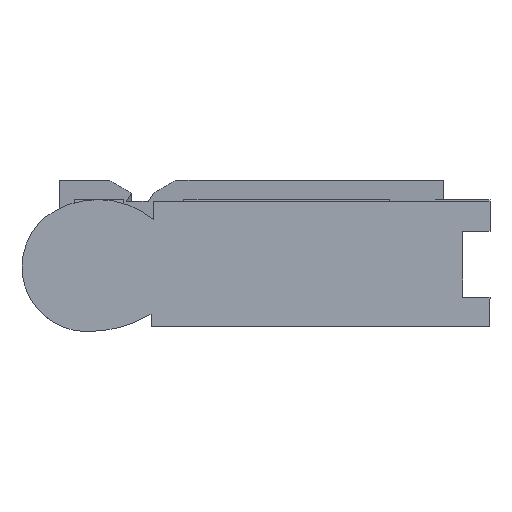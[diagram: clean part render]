
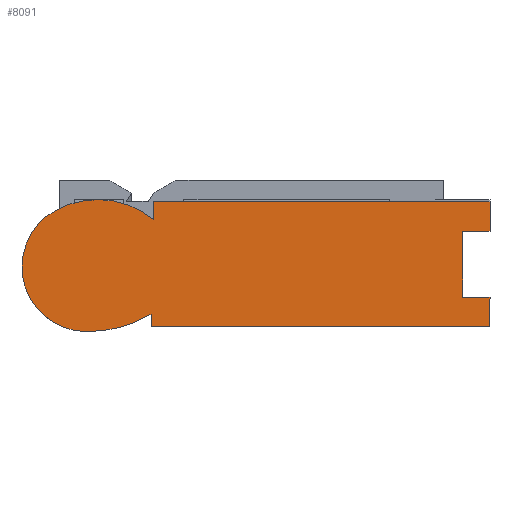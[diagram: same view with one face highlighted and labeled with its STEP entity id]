
A CAD part, top view. The second image highlights one B-rep face of the part: STEP entity #8091.
In plain terms, the highlighted planar face has unit normal (0, 0, 1).
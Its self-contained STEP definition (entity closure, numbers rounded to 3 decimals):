
#650=CIRCLE('',#8575,23.);
#652=CIRCLE('',#8578,11.75);
#654=CIRCLE('',#8581,16.);
#682=FACE_OUTER_BOUND('',#1143,.T.);
#1143=EDGE_LOOP('',(#5419,#5420,#5421,#5422,#5423,#5424,#5425,#5426,#5427,
#5428,#5429,#5430));
#1637=LINE('',#10349,#2495);
#1640=LINE('',#10355,#2498);
#1643=LINE('',#10361,#2501);
#1646=LINE('',#10367,#2504);
#1649=LINE('',#10373,#2507);
#1652=LINE('',#10379,#2510);
#1655=LINE('',#10385,#2513);
#1661=LINE('',#10409,#2519);
#1664=LINE('',#10413,#2522);
#2495=VECTOR('',#8877,10.);
#2498=VECTOR('',#8882,10.);
#2501=VECTOR('',#8887,10.);
#2504=VECTOR('',#8892,10.);
#2507=VECTOR('',#8897,10.);
#2510=VECTOR('',#8902,10.);
#2513=VECTOR('',#8907,10.);
#2519=VECTOR('',#8933,10.);
#2522=VECTOR('',#8938,10.);
#3353=VERTEX_POINT('',#10346);
#3354=VERTEX_POINT('',#10348);
#3356=VERTEX_POINT('',#10354);
#3358=VERTEX_POINT('',#10360);
#3360=VERTEX_POINT('',#10366);
#3362=VERTEX_POINT('',#10372);
#3364=VERTEX_POINT('',#10378);
#3366=VERTEX_POINT('',#10384);
#3368=VERTEX_POINT('',#10390);
#3370=VERTEX_POINT('',#10396);
#3372=VERTEX_POINT('',#10402);
#3374=VERTEX_POINT('',#10408);
#4161=EDGE_CURVE('',#3354,#3353,#1637,.T.);
#4164=EDGE_CURVE('',#3356,#3354,#1640,.T.);
#4167=EDGE_CURVE('',#3358,#3356,#1643,.T.);
#4170=EDGE_CURVE('',#3360,#3358,#1646,.T.);
#4173=EDGE_CURVE('',#3362,#3360,#1649,.T.);
#4176=EDGE_CURVE('',#3364,#3362,#1652,.T.);
#4179=EDGE_CURVE('',#3366,#3364,#1655,.T.);
#4182=EDGE_CURVE('',#3368,#3366,#650,.T.);
#4185=EDGE_CURVE('',#3370,#3368,#652,.T.);
#4188=EDGE_CURVE('',#3372,#3370,#654,.T.);
#4191=EDGE_CURVE('',#3374,#3372,#1661,.T.);
#4194=EDGE_CURVE('',#3353,#3374,#1664,.T.);
#5419=ORIENTED_EDGE('',*,*,#4194,.T.);
#5420=ORIENTED_EDGE('',*,*,#4191,.T.);
#5421=ORIENTED_EDGE('',*,*,#4188,.T.);
#5422=ORIENTED_EDGE('',*,*,#4185,.T.);
#5423=ORIENTED_EDGE('',*,*,#4182,.T.);
#5424=ORIENTED_EDGE('',*,*,#4179,.T.);
#5425=ORIENTED_EDGE('',*,*,#4176,.T.);
#5426=ORIENTED_EDGE('',*,*,#4173,.T.);
#5427=ORIENTED_EDGE('',*,*,#4170,.T.);
#5428=ORIENTED_EDGE('',*,*,#4167,.T.);
#5429=ORIENTED_EDGE('',*,*,#4164,.T.);
#5430=ORIENTED_EDGE('',*,*,#4161,.T.);
#7804=PLANE('',#8584);
#8091=ADVANCED_FACE('',(#682),#7804,.T.);
#8575=AXIS2_PLACEMENT_3D('',#10391,#8913,#8914);
#8578=AXIS2_PLACEMENT_3D('',#10397,#8920,#8921);
#8581=AXIS2_PLACEMENT_3D('',#10403,#8927,#8928);
#8584=AXIS2_PLACEMENT_3D('',#10414,#8939,#8940);
#8877=DIRECTION('',(0.,1.,0.));
#8882=DIRECTION('',(1.,0.,0.));
#8887=DIRECTION('',(0.,1.,0.));
#8892=DIRECTION('',(-1.,0.,0.));
#8897=DIRECTION('',(0.,1.,0.));
#8902=DIRECTION('',(1.,0.,0.));
#8907=DIRECTION('',(0.,-1.,0.));
#8913=DIRECTION('center_axis',(0.,0.,1.));
#8914=DIRECTION('ref_axis',(-0.015,-1.,0.));
#8920=DIRECTION('center_axis',(0.,0.,1.));
#8921=DIRECTION('ref_axis',(-0.486,0.874,0.));
#8927=DIRECTION('center_axis',(0.,0.,1.));
#8928=DIRECTION('ref_axis',(0.637,0.771,0.));
#8933=DIRECTION('',(0.,-1.,0.));
#8938=DIRECTION('',(-1.,0.,0.));
#8939=DIRECTION('center_axis',(0.,0.,1.));
#8940=DIRECTION('ref_axis',(1.,0.,0.));
#10346=CARTESIAN_POINT('',(85.25,-0.41,1.5));
#10348=CARTESIAN_POINT('',(85.25,-5.785,1.5));
#10349=CARTESIAN_POINT('',(85.25,-5.785,1.5));
#10354=CARTESIAN_POINT('',(80.25,-5.785,1.5));
#10355=CARTESIAN_POINT('',(80.25,-5.785,1.5));
#10360=CARTESIAN_POINT('',(80.25,-17.785,1.5));
#10361=CARTESIAN_POINT('',(80.25,-17.785,1.5));
#10366=CARTESIAN_POINT('',(85.25,-17.785,1.5));
#10367=CARTESIAN_POINT('',(85.25,-17.785,1.5));
#10372=CARTESIAN_POINT('',(85.25,-23.16,1.5));
#10373=CARTESIAN_POINT('',(85.25,-23.16,1.5));
#10378=CARTESIAN_POINT('',(23.5,-23.16,1.5));
#10379=CARTESIAN_POINT('',(23.5,-23.16,1.5));
#10384=CARTESIAN_POINT('',(23.5,-20.91,1.5));
#10385=CARTESIAN_POINT('',(23.5,-20.91,1.5));
#10390=CARTESIAN_POINT('',(11.57,-24.034,1.5));
#10391=CARTESIAN_POINT('Origin',(11.923,-1.037,1.5));
#10396=CARTESIAN_POINT('',(6.041,-2.016,1.5));
#10397=CARTESIAN_POINT('Origin',(11.75,-12.285,1.5));
#10402=CARTESIAN_POINT('',(24.,-3.66,1.5));
#10403=CARTESIAN_POINT('Origin',(13.815,-16.,1.5));
#10408=CARTESIAN_POINT('',(24.,-0.41,1.5));
#10409=CARTESIAN_POINT('',(24.,-0.41,1.5));
#10413=CARTESIAN_POINT('',(85.25,-0.41,1.5));
#10414=CARTESIAN_POINT('Origin',(42.625,-12.018,1.5));
